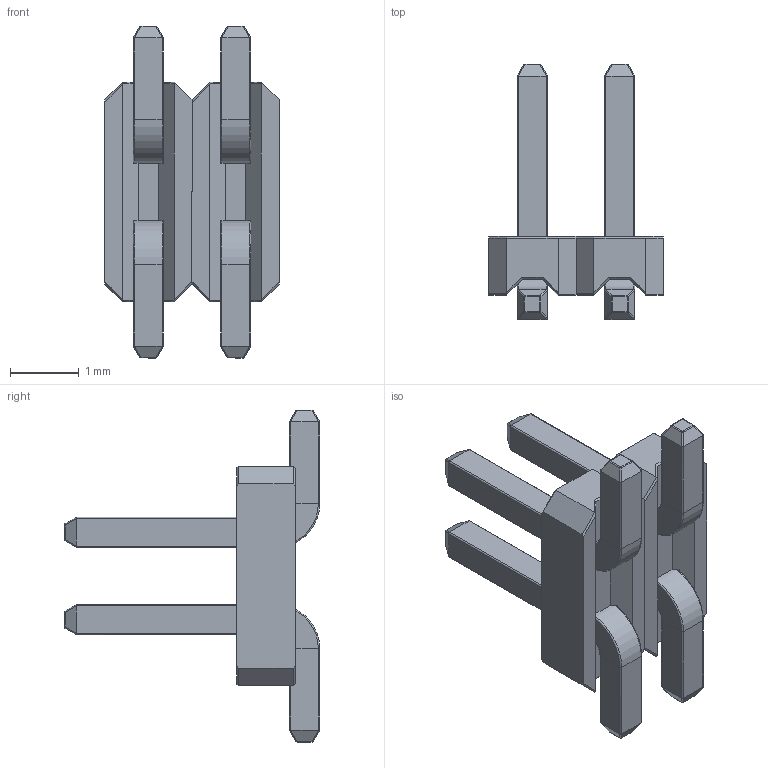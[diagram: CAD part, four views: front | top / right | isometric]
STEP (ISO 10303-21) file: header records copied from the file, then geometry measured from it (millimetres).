
FILE_DESCRIPTION (( 'STEP AP214' ), '1' );
FILE_NAME ('header-1.27-2x2.STEP', '2021-07-12T04:34:25', ( '' ), ( '' ), 'SwSTEP 2.0', 'SolidWorks 2021', '' );
FILE_SCHEMA (( 'AUTOMOTIVE_DESIGN' ));
Length unit declared in the file: millimetre
Products named in the file (3): header-1.27-pin_默认; header-1.27-body_默认; header-1.27-2x2
Assembly tree (6 placements, depth 2):
  header-1.27-2x2
    header-1.27-body_默认  x2
    header-1.27-pin_默认  x4
Bounding box: 2.54 x 3.71 x 4.83 mm (x, y, z)
Volume: 9.3 mm3; surface area: 68.7 mm2
Topology: 6 solids, 6 shells, 326 faces, 762 edges, 444 vertices
Faces by surface type: plane 174, cylinder 104, sphere 32, torus 16
Entity records: 3109 total; most frequent: CARTESIAN_POINT 589, ORIENTED_EDGE 506, DIRECTION 497, EDGE_CURVE 253, LINE 189, VECTOR 189, AXIS2_PLACEMENT_3D 154, VERTEX_POINT 150
